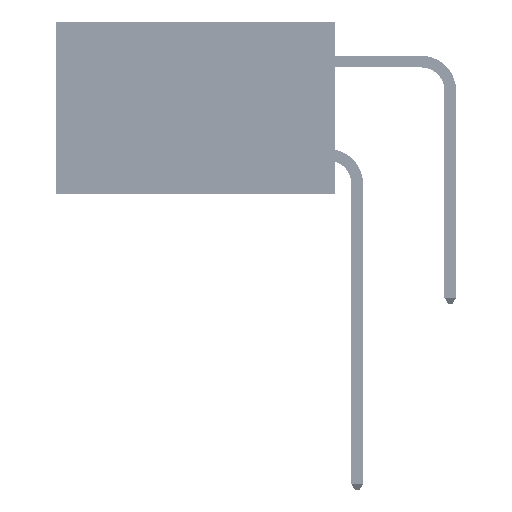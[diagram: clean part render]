
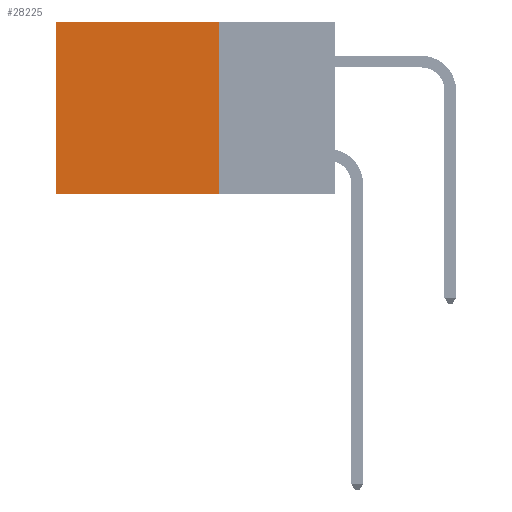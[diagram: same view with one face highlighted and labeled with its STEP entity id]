
A CAD part, left-side view. The second image highlights one B-rep face of the part: STEP entity #28225.
In plain terms, the highlighted planar face has unit normal (-1, 0, 0).
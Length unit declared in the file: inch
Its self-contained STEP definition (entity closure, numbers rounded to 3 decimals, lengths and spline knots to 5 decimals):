
#1210 = DIRECTION ( 'NONE',  ( 1., 0., 0. ) ) ;
#1284 = VERTEX_POINT ( 'NONE', #8317 ) ;
#2481 = LINE ( 'NONE', #3146, #42779 ) ;
#3146 = CARTESIAN_POINT ( 'NONE',  ( 0.2875, 0.6, 0. ) ) ;
#4719 = DIRECTION ( 'NONE',  ( 0., 1., 0. ) ) ;
#4954 = VERTEX_POINT ( 'NONE', #16975 ) ;
#6128 = VECTOR ( 'NONE', #44855, 39.37008 ) ;
#7215 = EDGE_LOOP ( 'NONE', ( #32499, #10788, #42098, #43990 ) ) ;
#8317 = CARTESIAN_POINT ( 'NONE',  ( 0.2875, 0.6, 0. ) ) ;
#8840 = VECTOR ( 'NONE', #11821, 39.37008 ) ;
#10257 = DIRECTION ( 'NONE',  ( 0., 0., -1. ) ) ;
#10457 = VERTEX_POINT ( 'NONE', #32309 ) ;
#10788 = ORIENTED_EDGE ( 'NONE', *, *, #39289, .F. ) ;
#11821 = DIRECTION ( 'NONE',  ( 0., 1., 0. ) ) ;
#14886 = VECTOR ( 'NONE', #4719, 39.37008 ) ;
#15703 = CARTESIAN_POINT ( 'NONE',  ( 0.2875, 0.25, -0.37 ) ) ;
#15929 = LINE ( 'NONE', #30109, #6128 ) ;
#16975 = CARTESIAN_POINT ( 'NONE',  ( 0.2875, 0.6, -0.37 ) ) ;
#23831 = CARTESIAN_POINT ( 'NONE',  ( 0.2875, 0.25, 0. ) ) ;
#23975 = AXIS2_PLACEMENT_3D ( 'NONE', #41303, #1210, #26697 ) ;
#26397 = LINE ( 'NONE', #15703, #14886 ) ;
#26577 = VERTEX_POINT ( 'NONE', #23831 ) ;
#26697 = DIRECTION ( 'NONE',  ( 0., 0., -1. ) ) ;
#27331 = EDGE_CURVE ( 'NONE', #1284, #4954, #2481, .T. ) ;
#27634 = EDGE_CURVE ( 'NONE', #26577, #1284, #38187, .T. ) ;
#28225 = ADVANCED_FACE ( 'NONE', ( #34108 ), #34551, .F. ) ;
#30109 = CARTESIAN_POINT ( 'NONE',  ( 0.2875, 0.25, 0. ) ) ;
#32309 = CARTESIAN_POINT ( 'NONE',  ( 0.2875, 0.25, -0.37 ) ) ;
#32499 = ORIENTED_EDGE ( 'NONE', *, *, #27331, .T. ) ;
#34084 = EDGE_CURVE ( 'NONE', #26577, #10457, #15929, .T. ) ;
#34108 = FACE_OUTER_BOUND ( 'NONE', #7215, .T. ) ;
#34551 = PLANE ( 'NONE',  #23975 ) ;
#38187 = LINE ( 'NONE', #45398, #8840 ) ;
#39289 = EDGE_CURVE ( 'NONE', #10457, #4954, #26397, .T. ) ;
#41303 = CARTESIAN_POINT ( 'NONE',  ( 0.2875, 0.25, 0. ) ) ;
#42098 = ORIENTED_EDGE ( 'NONE', *, *, #34084, .F. ) ;
#42779 = VECTOR ( 'NONE', #10257, 39.37008 ) ;
#43990 = ORIENTED_EDGE ( 'NONE', *, *, #27634, .T. ) ;
#44855 = DIRECTION ( 'NONE',  ( 0., 0., -1. ) ) ;
#45398 = CARTESIAN_POINT ( 'NONE',  ( 0.2875, 0.25, 0. ) ) ;
